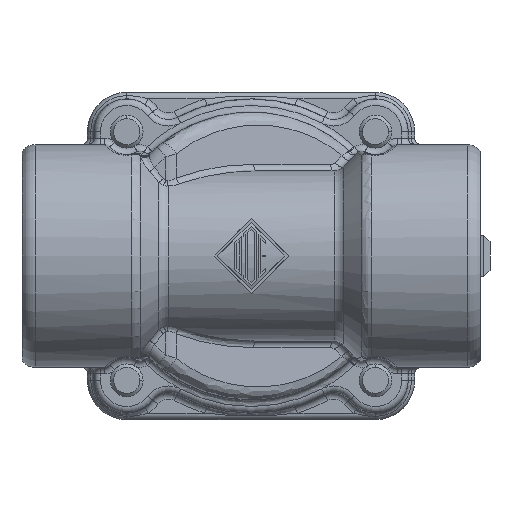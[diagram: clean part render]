
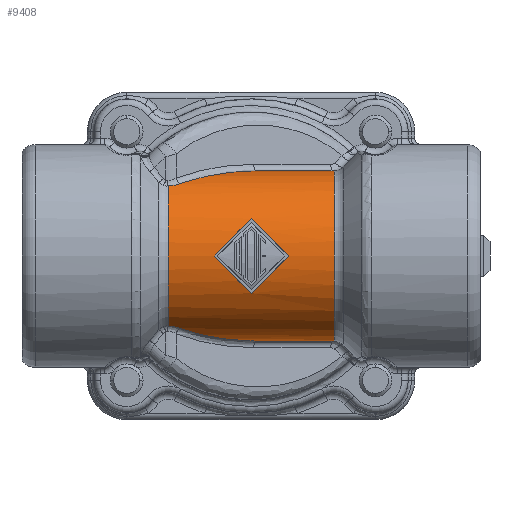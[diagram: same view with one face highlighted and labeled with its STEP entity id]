
A CAD part, front view. The second image highlights one B-rep face of the part: STEP entity #9408.
In plain terms, the highlighted cylindrical face has radius 13 mm (diameter 26 mm), a partial arc.
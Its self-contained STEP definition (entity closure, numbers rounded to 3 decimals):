
#315=CARTESIAN_POINT('',(-12.671,-9.014,
-10.678));
#316=CARTESIAN_POINT('',(-12.469,-8.998,
-10.69));
#317=CARTESIAN_POINT('',(-12.069,-8.936,
-10.733));
#318=CARTESIAN_POINT('',(-11.473,-8.756,
-10.855));
#319=CARTESIAN_POINT('',(-11.091,-8.572,
-10.973));
#320=CARTESIAN_POINT('',(-10.903,-8.464,
-11.04));
#1471=CARTESIAN_POINT('',(0.927,-1.6,
-13.));
#1472=CARTESIAN_POINT('',(-3.075,-3.922,
-13.));
#1473=CARTESIAN_POINT('',(-7.097,-6.255,
-12.413));
#1474=CARTESIAN_POINT('',(-10.903,-8.464,
-11.04));
#1479=CARTESIAN_POINT('',(-12.672,-1.6,0.));
#1480=DIRECTION('',(-1.,0.,0.));
#1481=DIRECTION('',(0.,-0.57,-0.821));
#1482=AXIS2_PLACEMENT_3D('',#1479,#1480,#1481);
#1487=CARTESIAN_POINT('',(-12.671,-9.014,
10.678));
#1488=CARTESIAN_POINT('',(-12.472,-8.999,
10.689));
#1489=CARTESIAN_POINT('',(-12.076,-8.938,
10.731));
#1490=CARTESIAN_POINT('',(-11.469,-8.754,
10.855));
#1491=CARTESIAN_POINT('',(-11.089,-8.572,
10.973));
#1492=CARTESIAN_POINT('',(-10.903,-8.464,
11.04));
#1497=CARTESIAN_POINT('',(-10.903,-8.464,
11.04));
#1498=CARTESIAN_POINT('',(-7.096,-6.255,
12.413));
#1499=CARTESIAN_POINT('',(-3.075,-3.922,
13.));
#1500=CARTESIAN_POINT('',(0.927,-1.6,
13.));
#1505=DIRECTION('',(1.,0.,0.));
#1506=VECTOR('',#1505,11.745);
#1507=CARTESIAN_POINT('',(0.927,-1.6,
13.));
#1508=LINE('',#1507,#1506);
#1512=DIRECTION('',(-1.,0.,0.));
#1513=VECTOR('',#1512,11.745);
#1514=CARTESIAN_POINT('',(12.672,-1.6,-13.));
#1515=LINE('',#1514,#1513);
#1519=CARTESIAN_POINT('',(0.,-13.285,
5.697));
#1520=CARTESIAN_POINT('',(-0.914,-13.736,
4.772));
#1521=CARTESIAN_POINT('',(-2.774,-14.384,
2.896));
#1522=CARTESIAN_POINT('',(-4.691,-14.6,0.973));
#1523=CARTESIAN_POINT('',(-5.664,-14.6,0.));
#1528=CARTESIAN_POINT('',(-5.664,-14.6,0.));
#1529=CARTESIAN_POINT('',(-4.691,-14.6,-0.973));
#1530=CARTESIAN_POINT('',(-2.774,-14.384,
-2.896));
#1531=CARTESIAN_POINT('',(-0.914,-13.736,
-4.772));
#1532=CARTESIAN_POINT('',(0.,-13.285,
-5.697));
#1537=CARTESIAN_POINT('',(0.,-13.285,
-5.697));
#1538=CARTESIAN_POINT('',(0.914,-13.736,
-4.772));
#1539=CARTESIAN_POINT('',(2.774,-14.384,
-2.896));
#1540=CARTESIAN_POINT('',(4.691,-14.6,-0.973));
#1541=CARTESIAN_POINT('',(5.664,-14.6,0.));
#1546=CARTESIAN_POINT('',(5.664,-14.6,0.));
#1547=CARTESIAN_POINT('',(4.691,-14.6,0.973));
#1548=CARTESIAN_POINT('',(2.774,-14.384,2.896));
#1549=CARTESIAN_POINT('',(0.914,-13.736,
4.772));
#1550=CARTESIAN_POINT('',(0.,-13.285,
5.697));
#2866=CARTESIAN_POINT('',(12.672,-1.6,0.));
#2867=DIRECTION('',(1.,0.,0.));
#2868=DIRECTION('',(0.,0.,1.));
#2869=AXIS2_PLACEMENT_3D('',#2866,#2867,#2868);
#6246=CARTESIAN_POINT('',(0.927,-1.6,
-13.));
#6247=VERTEX_POINT('',#6246);
#6248=VERTEX_POINT('',#1474);
#6250=VERTEX_POINT('',#315);
#6251=CARTESIAN_POINT('',(-12.672,-9.014,
10.678));
#6252=VERTEX_POINT('',#6251);
#6523=CARTESIAN_POINT('',(12.672,-1.6,
-13.));
#6524=VERTEX_POINT('',#6523);
#6584=VERTEX_POINT('',#1492);
#6585=VERTEX_POINT('',#1500);
#6586=CARTESIAN_POINT('',(12.672,-1.6,13.));
#6587=VERTEX_POINT('',#6586);
#6588=VERTEX_POINT('',#1519);
#6589=VERTEX_POINT('',#1523);
#6590=VERTEX_POINT('',#1532);
#6591=VERTEX_POINT('',#1541);
#9379=CARTESIAN_POINT('',(-13.178,-1.6,0.));
#9380=DIRECTION('',(1.,0.,0.));
#9381=DIRECTION('',(0.,-1.,0.));
#9382=AXIS2_PLACEMENT_3D('',#9379,#9380,#9381);
#9383=CYLINDRICAL_SURFACE('',#9382,13.);
#9384=ORIENTED_EDGE('',*,*,#7517,.T.);
#9385=ORIENTED_EDGE('',*,*,#7559,.F.);
#9386=ORIENTED_EDGE('',*,*,#7649,.T.);
#9388=ORIENTED_EDGE('',*,*,#9387,.T.);
#9390=ORIENTED_EDGE('',*,*,#9389,.T.);
#9392=ORIENTED_EDGE('',*,*,#9391,.T.);
#9394=ORIENTED_EDGE('',*,*,#9393,.T.);
#9395=ORIENTED_EDGE('',*,*,#9366,.T.);
#9396=EDGE_LOOP('',(#9384,#9385,#9386,#9388,#9390,#9392,#9394,#9395));
#9397=FACE_OUTER_BOUND('',#9396,.F.);
#9399=ORIENTED_EDGE('',*,*,#9398,.T.);
#9401=ORIENTED_EDGE('',*,*,#9400,.T.);
#9403=ORIENTED_EDGE('',*,*,#9402,.T.);
#9405=ORIENTED_EDGE('',*,*,#9404,.T.);
#9406=EDGE_LOOP('',(#9399,#9401,#9403,#9405));
#9407=FACE_BOUND('',#9406,.F.);
#9408=ADVANCED_FACE('',(#9397,#9407),#9383,.T.);
#321=B_SPLINE_CURVE_WITH_KNOTS('',3,(#315,#316,#317,#318,#319,#320),
.UNSPECIFIED.,.F.,.F.,(4,1,1,4),(0.,0.333,0.667,1.),
.UNSPECIFIED.);
#1475=B_SPLINE_CURVE_WITH_KNOTS('',3,(#1471,#1472,#1473,#1474),.UNSPECIFIED.,
.F.,.F.,(4,4),(0.,1.),.UNSPECIFIED.);
#1483=CIRCLE('',#1482,13.);
#1493=B_SPLINE_CURVE_WITH_KNOTS('',3,(#1487,#1488,#1489,#1490,#1491,#1492),
.UNSPECIFIED.,.F.,.F.,(4,1,1,4),(0.,0.333,0.667,1.),
.UNSPECIFIED.);
#1501=B_SPLINE_CURVE_WITH_KNOTS('',3,(#1497,#1498,#1499,#1500),.UNSPECIFIED.,
.F.,.F.,(4,4),(0.,1.),.UNSPECIFIED.);
#1524=B_SPLINE_CURVE_WITH_KNOTS('',3,(#1519,#1520,#1521,#1522,#1523),
.UNSPECIFIED.,.F.,.F.,(4,1,4),(0.,0.5,1.),.UNSPECIFIED.);
#1533=B_SPLINE_CURVE_WITH_KNOTS('',3,(#1528,#1529,#1530,#1531,#1532),
.UNSPECIFIED.,.F.,.F.,(4,1,4),(0.,0.5,1.),.UNSPECIFIED.);
#1542=B_SPLINE_CURVE_WITH_KNOTS('',3,(#1537,#1538,#1539,#1540,#1541),
.UNSPECIFIED.,.F.,.F.,(4,1,4),(0.,0.5,1.),.UNSPECIFIED.);
#1551=B_SPLINE_CURVE_WITH_KNOTS('',3,(#1546,#1547,#1548,#1549,#1550),
.UNSPECIFIED.,.F.,.F.,(4,1,4),(0.,0.5,1.),.UNSPECIFIED.);
#2870=CIRCLE('',#2869,13.);
#7517=EDGE_CURVE('',#6247,#6248,#1475,.T.);
#7559=EDGE_CURVE('',#6250,#6248,#321,.T.);
#7649=EDGE_CURVE('',#6250,#6252,#1483,.T.);
#9366=EDGE_CURVE('',#6524,#6247,#1515,.T.);
#9387=EDGE_CURVE('',#6252,#6584,#1493,.T.);
#9389=EDGE_CURVE('',#6584,#6585,#1501,.T.);
#9391=EDGE_CURVE('',#6585,#6587,#1508,.T.);
#9393=EDGE_CURVE('',#6587,#6524,#2870,.T.);
#9398=EDGE_CURVE('',#6588,#6589,#1524,.T.);
#9400=EDGE_CURVE('',#6589,#6590,#1533,.T.);
#9402=EDGE_CURVE('',#6590,#6591,#1542,.T.);
#9404=EDGE_CURVE('',#6591,#6588,#1551,.T.);
